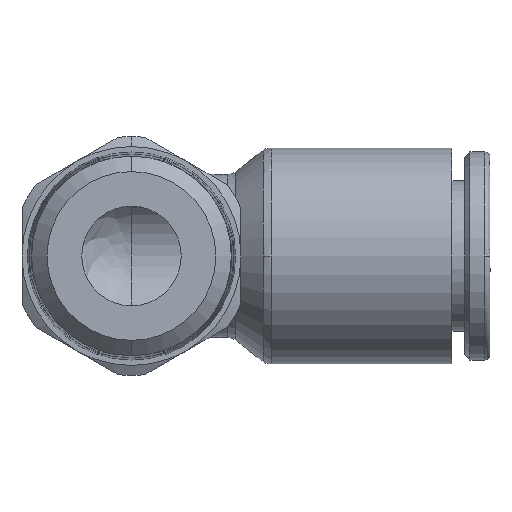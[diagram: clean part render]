
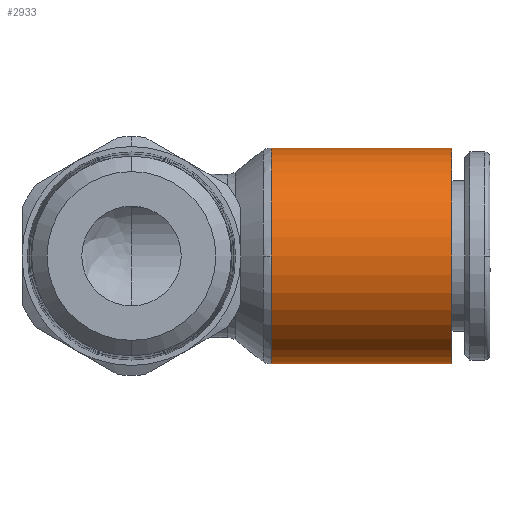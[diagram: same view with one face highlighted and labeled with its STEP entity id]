
A CAD part, front view. The second image highlights one B-rep face of the part: STEP entity #2933.
In plain terms, the highlighted cylindrical face has radius 5.425 mm (diameter 10.85 mm), a partial arc.
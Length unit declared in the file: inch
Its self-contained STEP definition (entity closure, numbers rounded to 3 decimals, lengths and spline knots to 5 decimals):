
#32 = ORIENTED_EDGE ( 'NONE', *, *, #448, .T. ) ;
#83 = LINE ( 'NONE', #2816, #2671 ) ;
#132 = DIRECTION ( 'NONE',  ( 0., 0., -1. ) ) ;
#167 = DIRECTION ( 'NONE',  ( 1., 0., 0. ) ) ;
#184 = DIRECTION ( 'NONE',  ( 1., 0., 0. ) ) ;
#189 = ORIENTED_EDGE ( 'NONE', *, *, #1246, .T. ) ;
#191 = CARTESIAN_POINT ( 'NONE',  ( 0.63386, 0.45638, 0. ) ) ;
#207 = VERTEX_POINT ( 'NONE', #656 ) ;
#212 = ORIENTED_EDGE ( 'NONE', *, *, #2947, .F. ) ;
#231 = FACE_OUTER_BOUND ( 'NONE', #2909, .T. ) ;
#237 = ORIENTED_EDGE ( 'NONE', *, *, #2902, .F. ) ;
#448 = EDGE_CURVE ( 'NONE', #207, #3165, #1085, .T. ) ;
#491 = AXIS2_PLACEMENT_3D ( 'NONE', #920, #3350, #2300 ) ;
#652 = CIRCLE ( 'NONE', #1325, 0.21358 ) ;
#656 = CARTESIAN_POINT ( 'NONE',  ( 0.27657, 0.2428, 0. ) ) ;
#674 = CARTESIAN_POINT ( 'NONE',  ( 0.63386, 0.45638, -0.21358 ) ) ;
#717 = CARTESIAN_POINT ( 'NONE',  ( 0.27657, 0.45638, 0. ) ) ;
#887 = CARTESIAN_POINT ( 'NONE',  ( 0.27657, 0.45638, -0.21358 ) ) ;
#920 = CARTESIAN_POINT ( 'NONE',  ( 0.27657, 0.45638, 0. ) ) ;
#1085 = CIRCLE ( 'NONE', #491, 0.21358 ) ;
#1103 = LINE ( 'NONE', #3458, #2050 ) ;
#1149 = VERTEX_POINT ( 'NONE', #3243 ) ;
#1246 = EDGE_CURVE ( 'NONE', #3165, #1544, #83, .T. ) ;
#1311 = CIRCLE ( 'NONE', #1919, 0.21358 ) ;
#1325 = AXIS2_PLACEMENT_3D ( 'NONE', #2667, #184, #1867 ) ;
#1544 = VERTEX_POINT ( 'NONE', #674 ) ;
#1867 = DIRECTION ( 'NONE',  ( 0., 0., -1. ) ) ;
#1919 = AXIS2_PLACEMENT_3D ( 'NONE', #717, #2892, #132 ) ;
#2050 = VECTOR ( 'NONE', #167, 39.37008 ) ;
#2107 = DIRECTION ( 'NONE',  ( 0., 0., -1. ) ) ;
#2300 = DIRECTION ( 'NONE',  ( 0., 0., -1. ) ) ;
#2438 = CYLINDRICAL_SURFACE ( 'NONE', #3400, 0.21358 ) ;
#2667 = CARTESIAN_POINT ( 'NONE',  ( 0.63386, 0.45638, 0. ) ) ;
#2671 = VECTOR ( 'NONE', #3585, 39.37008 ) ;
#2815 = ORIENTED_EDGE ( 'NONE', *, *, #2957, .T. ) ;
#2816 = CARTESIAN_POINT ( 'NONE',  ( 0.63386, 0.45638, -0.21358 ) ) ;
#2892 = DIRECTION ( 'NONE',  ( 1., 0., 0. ) ) ;
#2902 = EDGE_CURVE ( 'NONE', #3384, #1544, #652, .T. ) ;
#2909 = EDGE_LOOP ( 'NONE', ( #212, #2815, #32, #189, #237 ) ) ;
#2933 = ADVANCED_FACE ( 'NONE', ( #231 ), #2438, .T. ) ;
#2947 = EDGE_CURVE ( 'NONE', #1149, #3384, #1103, .T. ) ;
#2957 = EDGE_CURVE ( 'NONE', #1149, #207, #1311, .T. ) ;
#3165 = VERTEX_POINT ( 'NONE', #887 ) ;
#3194 = DIRECTION ( 'NONE',  ( 1., 0., 0. ) ) ;
#3243 = CARTESIAN_POINT ( 'NONE',  ( 0.27657, 0.45638, 0.21358 ) ) ;
#3250 = CARTESIAN_POINT ( 'NONE',  ( 0.63386, 0.45638, 0.21358 ) ) ;
#3350 = DIRECTION ( 'NONE',  ( 1., 0., 0. ) ) ;
#3384 = VERTEX_POINT ( 'NONE', #3250 ) ;
#3400 = AXIS2_PLACEMENT_3D ( 'NONE', #191, #3194, #2107 ) ;
#3458 = CARTESIAN_POINT ( 'NONE',  ( 0.63386, 0.45638, 0.21358 ) ) ;
#3585 = DIRECTION ( 'NONE',  ( 1., 0., 0. ) ) ;
